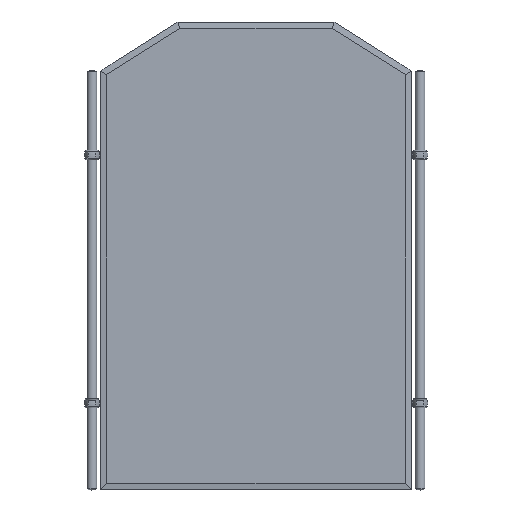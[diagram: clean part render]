
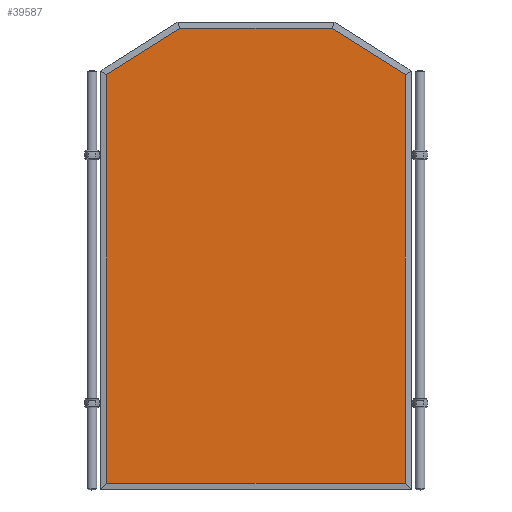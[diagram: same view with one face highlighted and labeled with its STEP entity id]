
A CAD part, top view. The second image highlights one B-rep face of the part: STEP entity #39587.
In plain terms, the highlighted planar face has unit normal (0, 0, 1).
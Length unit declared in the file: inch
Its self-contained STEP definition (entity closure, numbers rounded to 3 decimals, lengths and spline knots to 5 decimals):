
#39314=DIRECTION('',(1.,0.,0.));
#39315=VECTOR('',#39314,23.);
#39316=CARTESIAN_POINT('',(-11.5,-5.032,0.972));
#39317=LINE('',#39316,#39315);
#39321=DIRECTION('',(0.,1.,0.));
#39322=VECTOR('',#39321,31.45366);
#39323=CARTESIAN_POINT('',(-11.5,-5.032,0.972));
#39324=LINE('',#39323,#39322);
#39328=DIRECTION('',(-0.847,-0.532,0.));
#39329=VECTOR('',#39328,6.66572);
#39330=CARTESIAN_POINT('',(-5.85595,29.968,0.972));
#39331=LINE('',#39330,#39329);
#39335=DIRECTION('',(-1.,0.,0.));
#39336=VECTOR('',#39335,11.71191);
#39337=CARTESIAN_POINT('',(5.85595,29.968,0.972));
#39338=LINE('',#39337,#39336);
#39342=DIRECTION('',(-0.847,0.532,0.));
#39343=VECTOR('',#39342,6.66572);
#39344=CARTESIAN_POINT('',(11.5,26.42166,0.972));
#39345=LINE('',#39344,#39343);
#39349=DIRECTION('',(0.,1.,0.));
#39350=VECTOR('',#39349,31.45366);
#39351=CARTESIAN_POINT('',(11.5,-5.032,0.972));
#39352=LINE('',#39351,#39350);
#39522=CARTESIAN_POINT('',(-11.5,-5.032,0.972));
#39523=CARTESIAN_POINT('',(11.5,-5.032,0.972));
#39524=VERTEX_POINT('',#39522);
#39525=VERTEX_POINT('',#39523);
#39526=CARTESIAN_POINT('',(11.5,26.42166,0.972));
#39527=VERTEX_POINT('',#39526);
#39528=CARTESIAN_POINT('',(5.85595,29.968,0.972));
#39529=VERTEX_POINT('',#39528);
#39530=CARTESIAN_POINT('',(-5.85595,29.968,0.972));
#39531=VERTEX_POINT('',#39530);
#39532=CARTESIAN_POINT('',(-11.5,26.42166,0.972));
#39533=VERTEX_POINT('',#39532);
#39569=CARTESIAN_POINT('',(0.,-5.532,0.972));
#39570=DIRECTION('',(0.,0.,1.));
#39571=DIRECTION('',(1.,0.,0.));
#39572=AXIS2_PLACEMENT_3D('',#39569,#39570,#39571);
#39573=PLANE('',#39572);
#39575=ORIENTED_EDGE('',*,*,#39574,.F.);
#39576=ORIENTED_EDGE('',*,*,#39551,.T.);
#39578=ORIENTED_EDGE('',*,*,#39577,.F.);
#39580=ORIENTED_EDGE('',*,*,#39579,.F.);
#39582=ORIENTED_EDGE('',*,*,#39581,.F.);
#39584=ORIENTED_EDGE('',*,*,#39583,.F.);
#39585=EDGE_LOOP('',(#39575,#39576,#39578,#39580,#39582,#39584));
#39586=FACE_OUTER_BOUND('',#39585,.F.);
#39551=EDGE_CURVE('',#39524,#39533,#39324,.T.);
#39574=EDGE_CURVE('',#39524,#39525,#39317,.T.);
#39577=EDGE_CURVE('',#39531,#39533,#39331,.T.);
#39579=EDGE_CURVE('',#39529,#39531,#39338,.T.);
#39581=EDGE_CURVE('',#39527,#39529,#39345,.T.);
#39583=EDGE_CURVE('',#39525,#39527,#39352,.T.);
#39587=ADVANCED_FACE('',(#39586),#39573,.T.);
